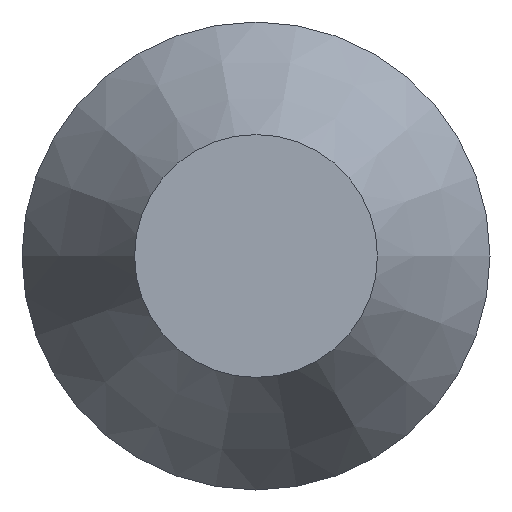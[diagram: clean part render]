
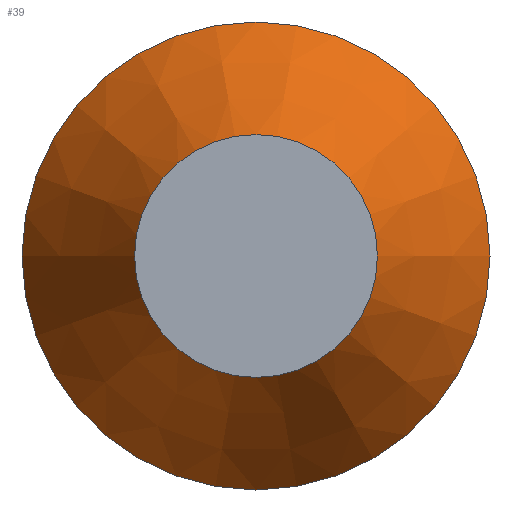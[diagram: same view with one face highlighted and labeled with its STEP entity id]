
A CAD part, left-side view. The second image highlights one B-rep face of the part: STEP entity #39.
In plain terms, the highlighted conical face has half-angle 30 degrees and reference radius 12 mm.
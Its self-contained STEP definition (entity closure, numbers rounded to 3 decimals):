
#39 = ADVANCED_FACE( '', ( #77, #78 ), #79, .T. );
#77 = FACE_BOUND( '', #110, .T. );
#78 = FACE_OUTER_BOUND( '', #111, .T. );
#79 = CONICAL_SURFACE( '', #112, 12., 0.524 );
#110 = EDGE_LOOP( '', ( #145 ) );
#111 = EDGE_LOOP( '', ( #146 ) );
#112 = AXIS2_PLACEMENT_3D( '', #147, #148, #149 );
#145 = ORIENTED_EDGE( '', *, *, #168, .F. );
#146 = ORIENTED_EDGE( '', *, *, #162, .T. );
#147 = CARTESIAN_POINT( '', ( -10., 0., 0. ) );
#148 = DIRECTION( '', ( 1., 0., 0. ) );
#149 = DIRECTION( '', ( 0., 1., 0. ) );
#162 = EDGE_CURVE( '', #175, #175, #176, .T. );
#168 = EDGE_CURVE( '', #185, #185, #186, .T. );
#175 = VERTEX_POINT( '', #194 );
#176 = CIRCLE( '', #195, 12. );
#185 = VERTEX_POINT( '', #204 );
#186 = CIRCLE( '', #205, 6.226 );
#194 = CARTESIAN_POINT( '', ( -10., -12., 0. ) );
#195 = AXIS2_PLACEMENT_3D( '', #212, #213, #214 );
#204 = CARTESIAN_POINT( '', ( -20., -6.226, 0. ) );
#205 = AXIS2_PLACEMENT_3D( '', #224, #225, #226 );
#212 = CARTESIAN_POINT( '', ( -10., 0., 0. ) );
#213 = DIRECTION( '', ( -1., 0., 0. ) );
#214 = DIRECTION( '', ( 0., -1., 0. ) );
#224 = CARTESIAN_POINT( '', ( -20., 0., 0. ) );
#225 = DIRECTION( '', ( -1., 0., 0. ) );
#226 = DIRECTION( '', ( 0., -1., 0. ) );
